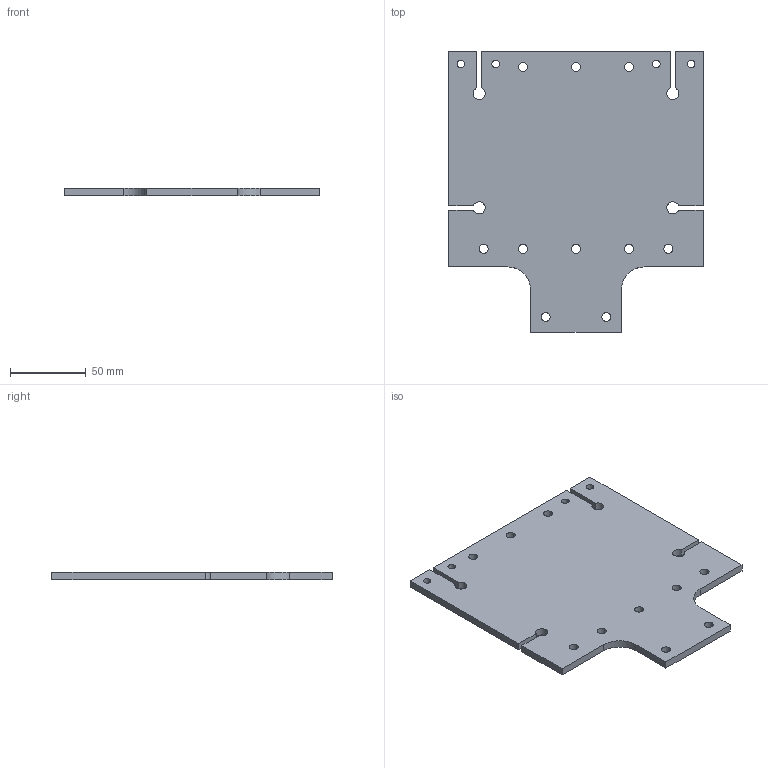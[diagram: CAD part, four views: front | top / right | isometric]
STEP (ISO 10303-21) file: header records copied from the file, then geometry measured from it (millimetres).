
FILE_DESCRIPTION((''),'2;1');
FILE_NAME('OBMP-BTU-P5-1510','2023-10-11T19:07:53',('ccha425'),('Department of Mechanical Engineering, The University of Auckland'),'CREO PARAMETRIC BY PTC INC, 2017260','CREO PARAMETRIC BY PTC INC, 2017260','');
FILE_SCHEMA(('CONFIG_CONTROL_DESIGN'));
Length unit declared in the file: millimetre
Products named in the file (1): OBMP-BTU-P5-1510
Bounding box: 168 x 185 x 5 mm (x, y, z)
Volume: 128660.4 mm3; surface area: 57369.2 mm2
Topology: 1 solids, 1 shells, 56 faces, 162 edges, 108 vertices
Faces by surface type: cylinder 34, plane 22
Entity records: 1968 total; most frequent: DIRECTION 342, CARTESIAN_POINT 326, ORIENTED_EDGE 324, EDGE_CURVE 162, AXIS2_PLACEMENT_3D 124, VERTEX_POINT 108, VECTOR 94, LINE 94
